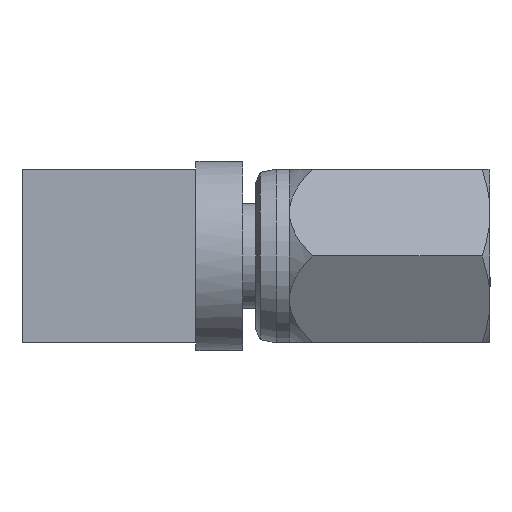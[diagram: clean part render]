
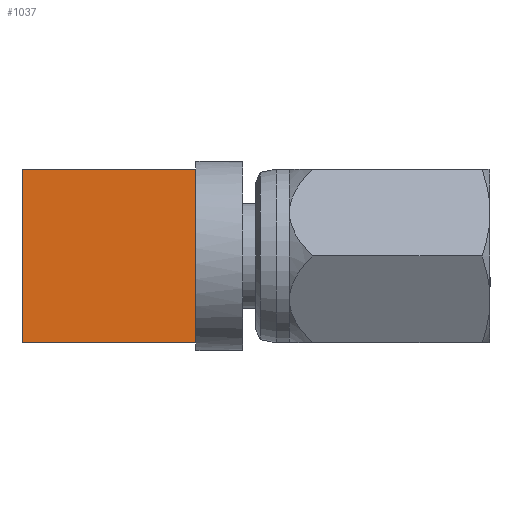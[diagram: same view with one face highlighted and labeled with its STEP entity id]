
A CAD part, left-side view. The second image highlights one B-rep face of the part: STEP entity #1037.
In plain terms, the highlighted face is planar.
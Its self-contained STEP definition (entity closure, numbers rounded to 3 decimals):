
#9 = DIRECTION ( 'NONE',  ( 0., 0., 1. ) ) ;
#111 = PLANE ( 'NONE',  #591 ) ;
#150 = LINE ( 'NONE', #936, #3147 ) ;
#159 = LINE ( 'NONE', #2867, #3300 ) ;
#177 = CARTESIAN_POINT ( 'NONE',  ( 0.858, 1.981, -4.413 ) ) ;
#286 = CARTESIAN_POINT ( 'NONE',  ( -0.858, 1.981, -4.413 ) ) ;
#288 = LINE ( 'NONE', #1825, #2563 ) ;
#514 = CARTESIAN_POINT ( 'NONE',  ( 1.981, 1.981, -8.375 ) ) ;
#573 = ORIENTED_EDGE ( 'NONE', *, *, #3243, .T. ) ;
#591 = AXIS2_PLACEMENT_3D ( 'NONE', #593, #1760, #3187 ) ;
#593 = CARTESIAN_POINT ( 'NONE',  ( 1.981, 1.981, -4.413 ) ) ;
#668 = CARTESIAN_POINT ( 'NONE',  ( -1.981, 1.981, -4.413 ) ) ;
#709 = VERTEX_POINT ( 'NONE', #514 ) ;
#859 = CARTESIAN_POINT ( 'NONE',  ( 1.981, 1.981, -4.413 ) ) ;
#931 = DIRECTION ( 'NONE',  ( -1., 0., 0. ) ) ;
#936 = CARTESIAN_POINT ( 'NONE',  ( 1.981, 1.981, -4.413 ) ) ;
#1037 = ADVANCED_FACE ( 'NONE', ( #1320 ), #111, .F. ) ;
#1094 = VERTEX_POINT ( 'NONE', #859 ) ;
#1256 = VERTEX_POINT ( 'NONE', #177 ) ;
#1288 = VERTEX_POINT ( 'NONE', #286 ) ;
#1320 = FACE_OUTER_BOUND ( 'NONE', #3504, .T. ) ;
#1347 = VECTOR ( 'NONE', #3281, 1000. ) ;
#1415 = ORIENTED_EDGE ( 'NONE', *, *, #3284, .F. ) ;
#1448 = CARTESIAN_POINT ( 'NONE',  ( -1.981, 1.981, -8.375 ) ) ;
#1511 = VERTEX_POINT ( 'NONE', #668 ) ;
#1651 = VECTOR ( 'NONE', #931, 1000. ) ;
#1760 = DIRECTION ( 'NONE',  ( 0., -1., 0. ) ) ;
#1825 = CARTESIAN_POINT ( 'NONE',  ( 1.981, 1.981, -4.413 ) ) ;
#1864 = EDGE_CURVE ( 'NONE', #1256, #1288, #150, .T. ) ;
#1924 = DIRECTION ( 'NONE',  ( 0., 0., 1. ) ) ;
#2008 = LINE ( 'NONE', #2717, #1347 ) ;
#2185 = LINE ( 'NONE', #2930, #1651 ) ;
#2193 = ORIENTED_EDGE ( 'NONE', *, *, #2301, .T. ) ;
#2301 = EDGE_CURVE ( 'NONE', #709, #2828, #2185, .T. ) ;
#2364 = EDGE_CURVE ( 'NONE', #1094, #1256, #2008, .T. ) ;
#2376 = DIRECTION ( 'NONE',  ( -1., 0., 0. ) ) ;
#2507 = ORIENTED_EDGE ( 'NONE', *, *, #2364, .F. ) ;
#2543 = ORIENTED_EDGE ( 'NONE', *, *, #3548, .F. ) ;
#2563 = VECTOR ( 'NONE', #3569, 1000. ) ;
#2717 = CARTESIAN_POINT ( 'NONE',  ( 1.981, 1.981, -4.413 ) ) ;
#2803 = LINE ( 'NONE', #2842, #3508 ) ;
#2828 = VERTEX_POINT ( 'NONE', #1448 ) ;
#2842 = CARTESIAN_POINT ( 'NONE',  ( -1.981, 1.981, -4.413 ) ) ;
#2867 = CARTESIAN_POINT ( 'NONE',  ( 1.981, 1.981, -4.413 ) ) ;
#2930 = CARTESIAN_POINT ( 'NONE',  ( 1.981, 1.981, -8.375 ) ) ;
#3130 = ORIENTED_EDGE ( 'NONE', *, *, #1864, .F. ) ;
#3147 = VECTOR ( 'NONE', #2376, 1000. ) ;
#3187 = DIRECTION ( 'NONE',  ( 0., 0., -1. ) ) ;
#3243 = EDGE_CURVE ( 'NONE', #2828, #1511, #2803, .T. ) ;
#3281 = DIRECTION ( 'NONE',  ( -1., 0., 0. ) ) ;
#3284 = EDGE_CURVE ( 'NONE', #709, #1094, #159, .T. ) ;
#3300 = VECTOR ( 'NONE', #9, 1000. ) ;
#3504 = EDGE_LOOP ( 'NONE', ( #573, #2543, #3130, #2507, #1415, #2193 ) ) ;
#3508 = VECTOR ( 'NONE', #1924, 1000. ) ;
#3548 = EDGE_CURVE ( 'NONE', #1288, #1511, #288, .T. ) ;
#3569 = DIRECTION ( 'NONE',  ( -1., 0., 0. ) ) ;
